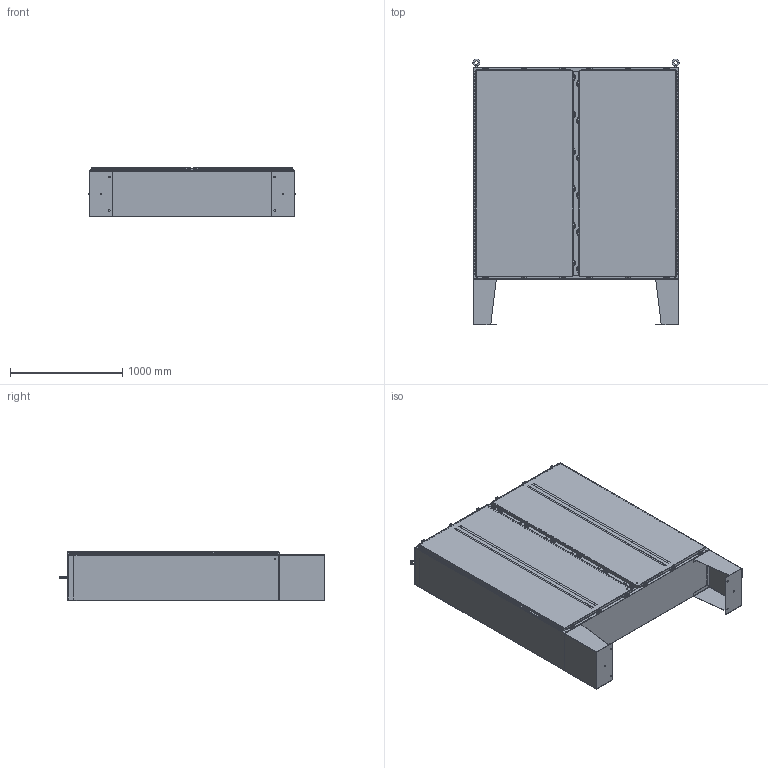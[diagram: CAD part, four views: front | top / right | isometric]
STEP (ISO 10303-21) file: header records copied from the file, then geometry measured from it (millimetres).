
FILE_DESCRIPTION (( 'STEP AP203' ), '1' );
FILE_NAME ('N74H7216SSWPLS.STEP', '2014-04-04T19:05:55', ( 'changeme' ), ( 'Microsoft' ), 'SwSTEP 2.0', 'SolidWorks 2013', '' );
FILE_SCHEMA (( 'CONFIG_CONTROL_DESIGN' ));
Length unit declared in the file: inch
Products named in the file (27): Standard Clamps; N74H7216SSWPLS Center Post; N74H7216SSWPLS; 22104005_DEFAULT; N74H7216SSWPLS Cover Stiffener DD; HW-EYE-NH-20425_3014T52; Clamp Top; 10_30 CD Stud; N74H7216SSWPLS Eye-Bolt_Stiffener; N74H7216SSWPLS FSD_DD - LSK - Stand; N74H7216SSWPLS Enclosure Stiffener 14 GA; N74H7216SSWPLS Body; N74H7216SSWPLS FSD_DD-LSK - Base; N74H7216SSWPLS Hinge Enclosure Side DoubleDoor; N74H7216SSWPLS Bottom; N74H7216SSWPLS DD_Leg Kit; N74H7216SSWPLS Hinge Cover Side DoubleDoor; N74H7216SSWPLS Top; N74H7216SSWPLS Backpanel; N74H7216SSWPLS Hinge_DoubleDoor; N74H7216SSWPLS Left Cover; Mounting Studs; Clamp Bracket; Clamp Assembly; N74H7216SSWPLS Right Cover; Quarter-20 CD Stud; 22101002
Assembly tree (83 placements, depth 4):
  N74H7216SSWPLS
    N74H7216SSWPLS Body
    N74H7216SSWPLS Bottom
    N74H7216SSWPLS Top
    N74H7216SSWPLS Left Cover
    N74H7216SSWPLS Right Cover
    N74H7216SSWPLS Center Post
    HW-EYE-NH-20425_3014T52  x2
    N74H7216SSWPLS Eye-Bolt_Stiffener  x2
    N74H7216SSWPLS Enclosure Stiffener 14 GA  x4
    N74H7216SSWPLS Hinge_DoubleDoor  x2
      N74H7216SSWPLS Hinge Enclosure Side DoubleDoor
      N74H7216SSWPLS Hinge Cover Side DoubleDoor
    Standard Clamps  x24
      Clamp Bracket
      Clamp Assembly
        22101002  x2
        22104005_DEFAULT
        Clamp Top
    N74H7216SSWPLS Cover Stiffener DD  x2
    10_30 CD Stud  x16
    N74H7216SSWPLS DD_Leg Kit  x2
      N74H7216SSWPLS FSD_DD - LSK - Stand
      N74H7216SSWPLS FSD_DD-LSK - Base
    N74H7216SSWPLS Backpanel
    Mounting Studs  x8
    Quarter-20 CD Stud  x4
Bounding box: 1834.53 x 2362.2 x 436.9 mm (x, y, z)
Volume: 33582134.7 mm3; surface area: 32250339.9 mm2
Topology: 173 solids, 173 shells, 7640 faces, 19284 edges, 12080 vertices
Faces by surface type: plane 3900, cylinder 3268, cone 240, torus 172, bspline 60
Entity records: 81601 total; most frequent: CARTESIAN_POINT 14900, DIRECTION 13670, ORIENTED_EDGE 12742, EDGE_CURVE 6371, AXIS2_PLACEMENT_3D 4784, VECTOR 4102, LINE 4102, VERTEX_POINT 3894
